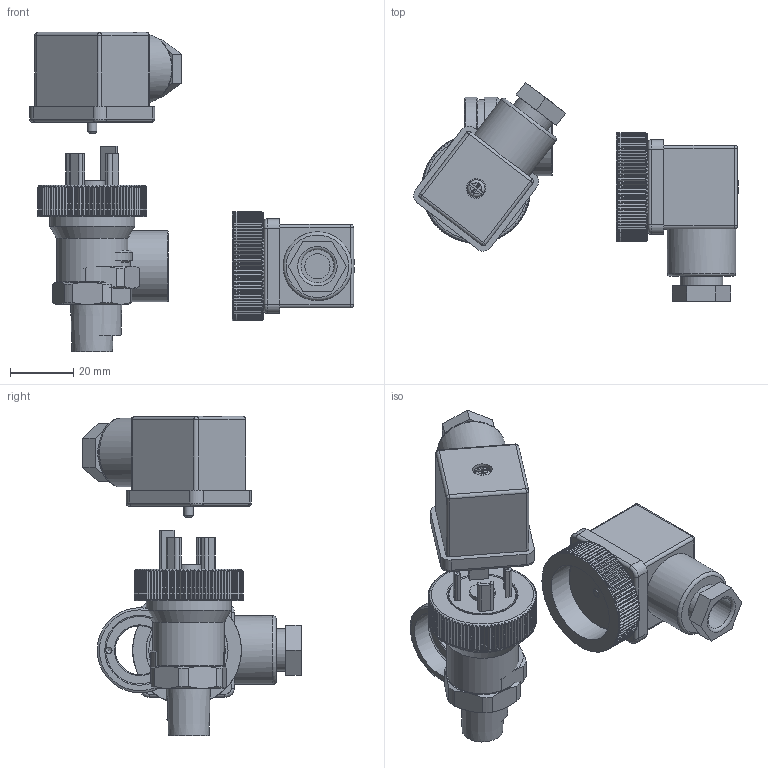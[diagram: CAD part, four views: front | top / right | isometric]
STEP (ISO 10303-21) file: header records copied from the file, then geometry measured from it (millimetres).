
FILE_DESCRIPTION( ( 'Unknown' ), '1' );
FILE_NAME( 'CTXx.5.x.xxx.0.stp', 'Unknown', ( 'Unknown' ), ( 'Unknown' ), 'PSStep 14.0', 'Unknown', ' ' );
FILE_SCHEMA( ( 'AUTOMOTIVE_DESIGN { 1 0 10303 214 1 1 1 1 }' ) );
Length unit declared in the file: millimetre
Products named in the file (7): Assem1; 71180-03 corps CTX  sortie DIN43650; 10303895-02 prise DIN; 10303895-01 embase-connecteur-broches-DIN; 10303707-01 connecteur DIN; 10303707-02 vis connecteur; 71179-03-I09
Bounding box: 103 x 69.35 x 101.3 mm (x, y, z)
Volume: 83238.4 mm3; surface area: 42343.3 mm2
Topology: 12 solids, 12 shells, 1086 faces, 2900 edges, 1892 vertices
Faces by surface type: plane 818, cylinder 174, cone 54, torus 30, sphere 8, bspline 2
Full cylindrical faces by diameter (mm): 2 x2, 3 x4, 3.2 x2, 4 x2, 4.1 x2, 5.5 x4, 6.2 x2, 6.5 x2, 6.85 x2, 8 x4, 10.5 x2, 13.5 x2, 13.8 x2, 15.5 x2, 19 x6, 20 x2, 20.3 x2, 21.3 x2, 21.8 x2, 22 x4, 22.2 x2, 22.7 x2, 24.3 x2, 25.4 x2, 26 x4, 27 x4, 34.5 x2
Entity records: 21761 total; most frequent: CARTESIAN_POINT 4204, ORIENTED_EDGE 2742, DIRECTION 2641, EDGE_CURVE 1371, AXIS2_PLACEMENT_3D 940, VERTEX_POINT 930, LINE 761, VECTOR 761
